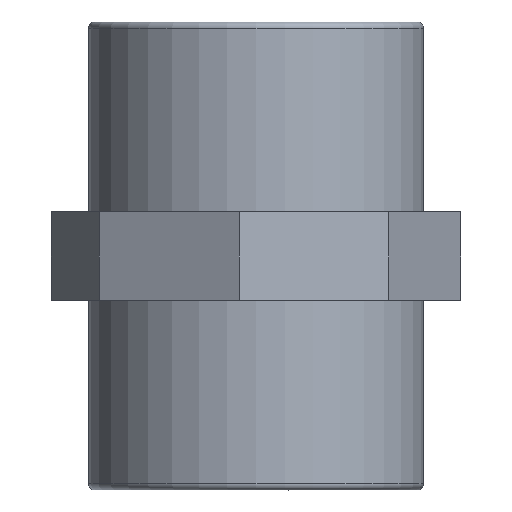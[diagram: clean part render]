
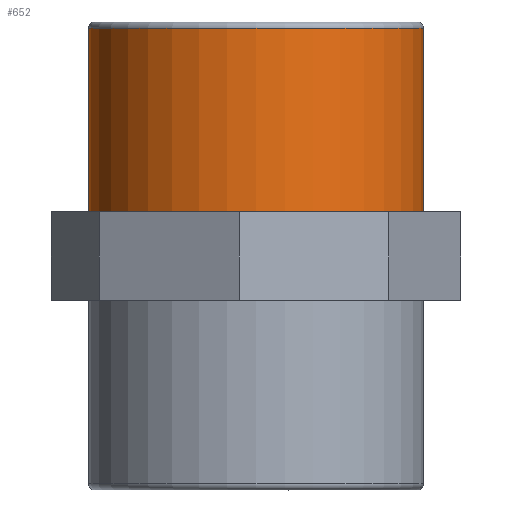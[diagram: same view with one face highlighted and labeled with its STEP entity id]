
A CAD part, front view. The second image highlights one B-rep face of the part: STEP entity #652.
In plain terms, the highlighted cylindrical face has radius 13.25 mm (diameter 26.5 mm), a full revolution.
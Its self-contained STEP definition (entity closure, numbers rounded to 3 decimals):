
#148=FACE_BOUND('',#227,.T.);
#174=FACE_OUTER_BOUND('',#226,.T.);
#226=EDGE_LOOP('',(#507));
#227=EDGE_LOOP('',(#508));
#276=CIRCLE('',#708,13.25);
#277=CIRCLE('',#710,13.25);
#317=VERTEX_POINT('',#958);
#318=VERTEX_POINT('',#961);
#390=EDGE_CURVE('',#317,#317,#276,.T.);
#391=EDGE_CURVE('',#318,#318,#277,.T.);
#507=ORIENTED_EDGE('',*,*,#391,.F.);
#508=ORIENTED_EDGE('',*,*,#390,.T.);
#629=CYLINDRICAL_SURFACE('',#709,13.25);
#652=ADVANCED_FACE('',(#174,#148),#629,.T.);
#708=AXIS2_PLACEMENT_3D('',#959,#813,#814);
#709=AXIS2_PLACEMENT_3D('',#960,#815,#816);
#710=AXIS2_PLACEMENT_3D('',#962,#817,#818);
#813=DIRECTION('center_axis',(0.,0.,1.));
#814=DIRECTION('ref_axis',(-1.,0.,0.));
#815=DIRECTION('center_axis',(0.,0.,1.));
#816=DIRECTION('ref_axis',(-1.,0.,0.));
#817=DIRECTION('center_axis',(0.,0.,1.));
#818=DIRECTION('ref_axis',(-1.,0.,0.));
#958=CARTESIAN_POINT('',(13.25,0.,3.5));
#959=CARTESIAN_POINT('Origin',(0.,0.,3.5));
#960=CARTESIAN_POINT('Origin',(0.,0.,0.));
#961=CARTESIAN_POINT('',(13.25,0.,18.));
#962=CARTESIAN_POINT('Origin',(0.,0.,18.));
